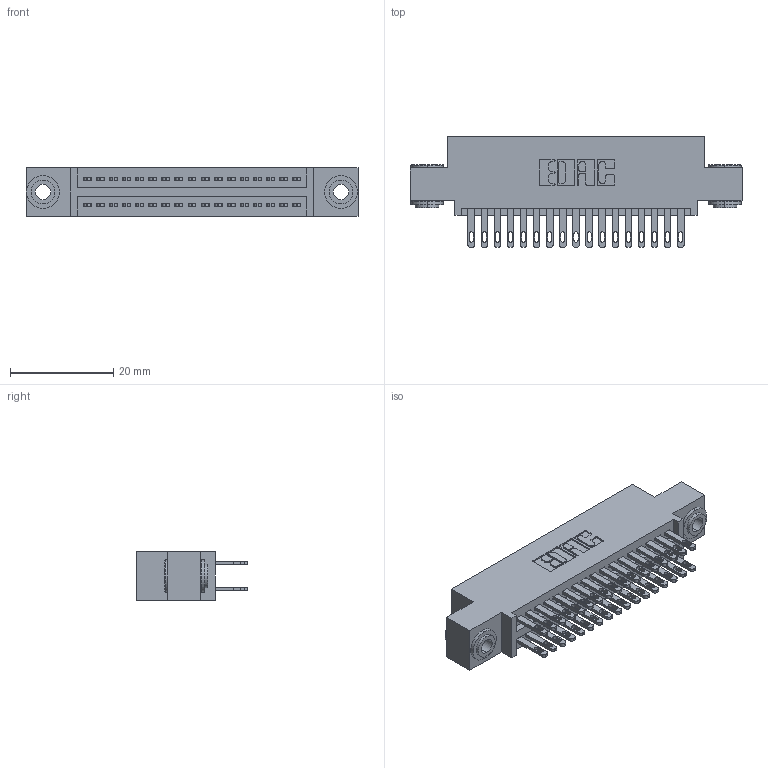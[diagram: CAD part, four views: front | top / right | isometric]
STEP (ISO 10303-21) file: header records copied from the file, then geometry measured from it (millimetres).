
FILE_DESCRIPTION (( 'STEP AP203' ), '1' );
FILE_NAME ('895-034-500-503.STEP', '2020-09-25T21:16:48', ( '' ), ( '' ), 'SwSTEP 2.0', 'SolidWorks 2020', '' );
FILE_SCHEMA (( 'CONFIG_CONTROL_DESIGN' ));
Length unit declared in the file: inch
Products named in the file (4): 845 Part_0.110 Offset - 0.156 Dia-TH; 345-292-001_345-293-100; 345-250-002_345-250-002-102; 895-034-500-503
Assembly tree (37 placements, depth 2):
  895-034-500-503
    845 Part_0.110 Offset - 0.156 Dia-TH
    345-292-001_345-293-100  x34
    345-250-002_345-250-002-102  x2
Bounding box: 64.39 x 21.51 x 9.4 mm (x, y, z)
Volume: 6072.7 mm3; surface area: 9136.8 mm2
Topology: 37 solids, 37 shells, 1732 faces, 5223 edges, 3478 vertices
Faces by surface type: plane 1012, cylinder 712, cone 8
Entity records: 17416 total; most frequent: CARTESIAN_POINT 2919, ORIENTED_EDGE 2846, DIRECTION 2637, EDGE_CURVE 1423, LINE 1195, VECTOR 1195, VERTEX_POINT 946, AXIS2_PLACEMENT_3D 721
